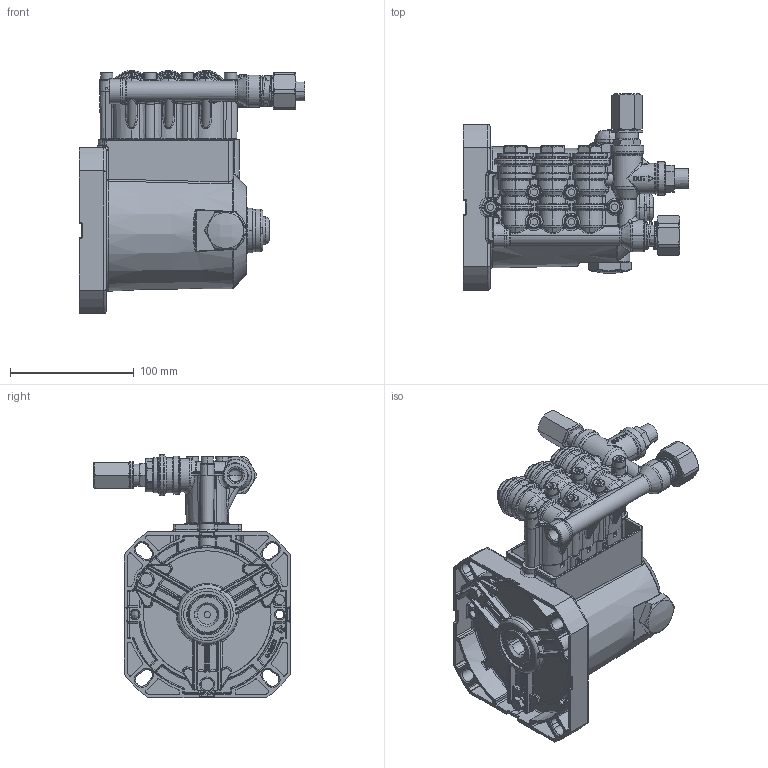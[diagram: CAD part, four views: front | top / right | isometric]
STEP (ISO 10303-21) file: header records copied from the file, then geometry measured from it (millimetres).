
FILE_DESCRIPTION (( 'STEP AP203' ), '1' );
FILE_NAME ('4DX27EUF.STEP', '2023-06-12T15:16:06', ( '' ), ( '' ), 'SwSTEP 2.0', 'SolidWorks 2022', '' );
FILE_SCHEMA (( 'CONFIG_CONTROL_DESIGN' ));
Products named in the file (1): 4DX27EUF
Bounding box: 181.67 x 158.58 x 196.25 mm (x, y, z)
Surface area: 178903.4 mm2 (no closed solid volume)
Topology: 0 solids, 59 shells, 2585 faces, 7662 edges, 4824 vertices
Faces by surface type: bspline 1088, cylinder 754, plane 487, cone 256
Entity records: 129278 total; most frequent: CARTESIAN_POINT 70021, ORIENTED_EDGE 12808, DIRECTION 10762, EDGE_CURVE 7510, VERTEX_POINT 4824, AXIS2_PLACEMENT_3D 4272, CIRCLE 2774, EDGE_LOOP 2693
